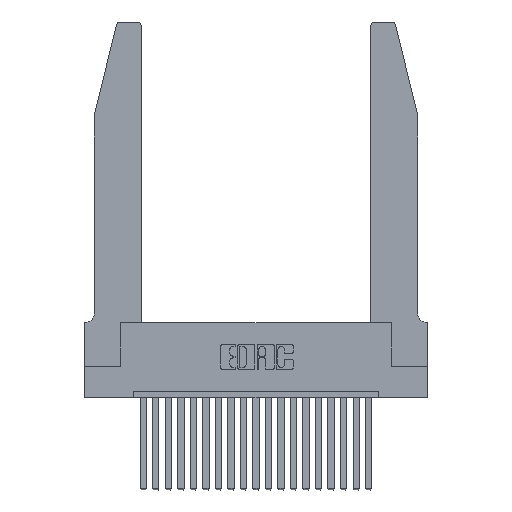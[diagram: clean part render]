
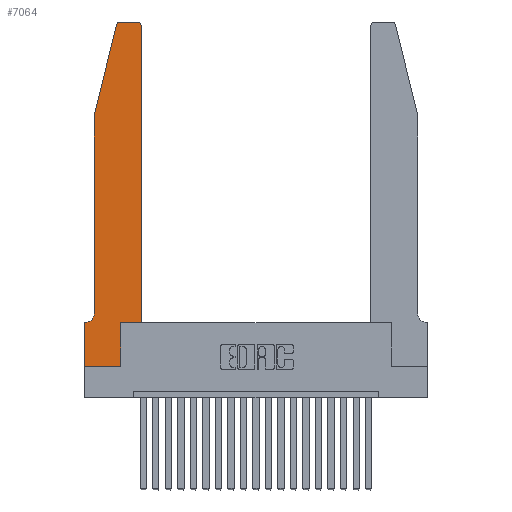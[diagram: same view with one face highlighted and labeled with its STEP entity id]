
A CAD part, top view. The second image highlights one B-rep face of the part: STEP entity #7064.
In plain terms, the highlighted planar face has unit normal (0, 0, 1).
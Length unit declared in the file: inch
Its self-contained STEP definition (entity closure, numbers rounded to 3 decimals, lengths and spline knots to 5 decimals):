
#116 = VERTEX_POINT ( 'NONE', #380 ) ;
#380 = CARTESIAN_POINT ( 'NONE',  ( 0.284, 2.75, 0.37 ) ) ;
#568 = EDGE_CURVE ( 'NONE', #19167, #8760, #1199, .T. ) ;
#771 = LINE ( 'NONE', #20286, #18200 ) ;
#917 = VERTEX_POINT ( 'NONE', #3309 ) ;
#977 = CARTESIAN_POINT ( 'NONE',  ( 0.4505, 2.72, 0.37 ) ) ;
#1003 = AXIS2_PLACEMENT_3D ( 'NONE', #13525, #13370, #13603 ) ;
#1199 = LINE ( 'NONE', #18614, #3063 ) ;
#1291 = ORIENTED_EDGE ( 'NONE', *, *, #12750, .T. ) ;
#1488 = ORIENTED_EDGE ( 'NONE', *, *, #19645, .T. ) ;
#1685 = VECTOR ( 'NONE', #5094, 39.37008 ) ;
#2038 = LINE ( 'NONE', #7804, #11873 ) ;
#2182 = VERTEX_POINT ( 'NONE', #977 ) ;
#2194 = CARTESIAN_POINT ( 'NONE',  ( 0.4505, 0.35, 0.37 ) ) ;
#2644 = ORIENTED_EDGE ( 'NONE', *, *, #3918, .T. ) ;
#3063 = VECTOR ( 'NONE', #6644, 39.37008 ) ;
#3309 = CARTESIAN_POINT ( 'NONE',  ( 0.0055, 0.35, 0.37 ) ) ;
#3918 = EDGE_CURVE ( 'NONE', #13469, #116, #771, .T. ) ;
#4793 = DIRECTION ( 'NONE',  ( -1., 0., 0. ) ) ;
#4869 = VECTOR ( 'NONE', #20848, 39.37008 ) ;
#5066 = CARTESIAN_POINT ( 'NONE',  ( 0.4205, 2.72, 0.37 ) ) ;
#5094 = DIRECTION ( 'NONE',  ( 0., -1., 0. ) ) ;
#5147 = LINE ( 'NONE', #13321, #19184 ) ;
#5229 = CARTESIAN_POINT ( 'NONE',  ( 0.0755, 2., 0.37 ) ) ;
#5911 = EDGE_CURVE ( 'NONE', #2182, #13469, #16785, .T. ) ;
#6006 = CARTESIAN_POINT ( 'NONE',  ( 0.4505, 0.35, 0.37 ) ) ;
#6182 = LINE ( 'NONE', #13363, #1685 ) ;
#6492 = CARTESIAN_POINT ( 'NONE',  ( 0., 0.35, 0.37 ) ) ;
#6524 = CARTESIAN_POINT ( 'NONE',  ( 0.0755, 0.42, 0.37 ) ) ;
#6586 = ORIENTED_EDGE ( 'NONE', *, *, #12191, .T. ) ;
#6644 = DIRECTION ( 'NONE',  ( 0., -1., 0. ) ) ;
#7002 = EDGE_CURVE ( 'NONE', #7659, #16548, #6182, .T. ) ;
#7064 = ADVANCED_FACE ( 'NONE', ( #11781 ), #17020, .T. ) ;
#7214 = VERTEX_POINT ( 'NONE', #18228 ) ;
#7288 = CARTESIAN_POINT ( 'NONE',  ( 0., 0., 0.37 ) ) ;
#7396 = EDGE_CURVE ( 'NONE', #11409, #12074, #17815, .T. ) ;
#7628 = CARTESIAN_POINT ( 'NONE',  ( 0.2865, 0.35, 0.37 ) ) ;
#7659 = VERTEX_POINT ( 'NONE', #6492 ) ;
#7804 = CARTESIAN_POINT ( 'NONE',  ( 0.0755, 0.35, 0.37 ) ) ;
#8474 = DIRECTION ( 'NONE',  ( 0., 0., 1. ) ) ;
#8760 = VERTEX_POINT ( 'NONE', #6524 ) ;
#8947 = DIRECTION ( 'NONE',  ( 1., 0., 0. ) ) ;
#10769 = VERTEX_POINT ( 'NONE', #11417 ) ;
#10857 = ORIENTED_EDGE ( 'NONE', *, *, #568, .T. ) ;
#11007 = ORIENTED_EDGE ( 'NONE', *, *, #13782, .T. ) ;
#11078 = LINE ( 'NONE', #7288, #18421 ) ;
#11106 = DIRECTION ( 'NONE',  ( 0., 1., 0. ) ) ;
#11172 = ORIENTED_EDGE ( 'NONE', *, *, #17324, .T. ) ;
#11347 = LINE ( 'NONE', #6006, #17697 ) ;
#11409 = VERTEX_POINT ( 'NONE', #12603 ) ;
#11417 = CARTESIAN_POINT ( 'NONE',  ( 0.25487, 2.72718, 0.37 ) ) ;
#11458 = CARTESIAN_POINT ( 'NONE',  ( 0.2865, 0.35, 0.37 ) ) ;
#11781 = FACE_OUTER_BOUND ( 'NONE', #16386, .T. ) ;
#11873 = VECTOR ( 'NONE', #12897, 39.37008 ) ;
#12074 = VERTEX_POINT ( 'NONE', #11458 ) ;
#12139 = DIRECTION ( 'NONE',  ( 0., 0., 1. ) ) ;
#12191 = EDGE_CURVE ( 'NONE', #16548, #11409, #11078, .T. ) ;
#12408 = AXIS2_PLACEMENT_3D ( 'NONE', #15116, #8474, #18414 ) ;
#12603 = CARTESIAN_POINT ( 'NONE',  ( 0.2865, 0., 0.37 ) ) ;
#12750 = EDGE_CURVE ( 'NONE', #917, #7659, #2038, .T. ) ;
#12897 = DIRECTION ( 'NONE',  ( -1., 0., 0. ) ) ;
#13321 = CARTESIAN_POINT ( 'NONE',  ( 0.0755, 2., 0.37 ) ) ;
#13363 = CARTESIAN_POINT ( 'NONE',  ( 0., 0., 0.37 ) ) ;
#13370 = DIRECTION ( 'NONE',  ( 0., 0., -1. ) ) ;
#13469 = VERTEX_POINT ( 'NONE', #15108 ) ;
#13525 = CARTESIAN_POINT ( 'NONE',  ( 0.0055, 0.42, 0.37 ) ) ;
#13603 = DIRECTION ( 'NONE',  ( -1., 0., 0. ) ) ;
#13746 = CARTESIAN_POINT ( 'NONE',  ( 0.284, 2.72, 0.37 ) ) ;
#13782 = EDGE_CURVE ( 'NONE', #12074, #7214, #15745, .T. ) ;
#14636 = VECTOR ( 'NONE', #11106, 39.37008 ) ;
#15108 = CARTESIAN_POINT ( 'NONE',  ( 0.4205, 2.75, 0.37 ) ) ;
#15116 = CARTESIAN_POINT ( 'NONE',  ( 0., 0.35, 0.37 ) ) ;
#15275 = DIRECTION ( 'NONE',  ( 1., 0., 0. ) ) ;
#15522 = ORIENTED_EDGE ( 'NONE', *, *, #5911, .T. ) ;
#15745 = LINE ( 'NONE', #2194, #4869 ) ;
#16114 = ORIENTED_EDGE ( 'NONE', *, *, #20350, .T. ) ;
#16386 = EDGE_LOOP ( 'NONE', ( #2644, #18048, #1488, #10857, #16114, #1291, #20972, #6586, #18106, #11007, #11172, #15522 ) ) ;
#16548 = VERTEX_POINT ( 'NONE', #18798 ) ;
#16768 = DIRECTION ( 'NONE',  ( -0.239, -0.971, 0. ) ) ;
#16785 = CIRCLE ( 'NONE', #17471, 0.03 ) ;
#17020 = PLANE ( 'NONE',  #12408 ) ;
#17166 = DIRECTION ( 'NONE',  ( 0., 0., 1. ) ) ;
#17181 = DIRECTION ( 'NONE',  ( 1., 0., 0. ) ) ;
#17324 = EDGE_CURVE ( 'NONE', #7214, #2182, #11347, .T. ) ;
#17471 = AXIS2_PLACEMENT_3D ( 'NONE', #5066, #17166, #15275 ) ;
#17621 = EDGE_CURVE ( 'NONE', #116, #10769, #21645, .T. ) ;
#17697 = VECTOR ( 'NONE', #17816, 39.37008 ) ;
#17815 = LINE ( 'NONE', #7628, #14636 ) ;
#17816 = DIRECTION ( 'NONE',  ( 0., 1., 0. ) ) ;
#17974 = AXIS2_PLACEMENT_3D ( 'NONE', #13746, #12139, #17181 ) ;
#18048 = ORIENTED_EDGE ( 'NONE', *, *, #17621, .T. ) ;
#18106 = ORIENTED_EDGE ( 'NONE', *, *, #7396, .T. ) ;
#18200 = VECTOR ( 'NONE', #4793, 39.37008 ) ;
#18228 = CARTESIAN_POINT ( 'NONE',  ( 0.4505, 0.35, 0.37 ) ) ;
#18414 = DIRECTION ( 'NONE',  ( 1., 0., 0. ) ) ;
#18421 = VECTOR ( 'NONE', #8947, 39.37008 ) ;
#18614 = CARTESIAN_POINT ( 'NONE',  ( 0.0755, 2., 0.37 ) ) ;
#18798 = CARTESIAN_POINT ( 'NONE',  ( 0., 0., 0.37 ) ) ;
#19167 = VERTEX_POINT ( 'NONE', #5229 ) ;
#19184 = VECTOR ( 'NONE', #16768, 39.37008 ) ;
#19645 = EDGE_CURVE ( 'NONE', #10769, #19167, #5147, .T. ) ;
#19673 = CIRCLE ( 'NONE', #1003, 0.07 ) ;
#20286 = CARTESIAN_POINT ( 'NONE',  ( 0.2605, 2.75, 0.37 ) ) ;
#20350 = EDGE_CURVE ( 'NONE', #8760, #917, #19673, .T. ) ;
#20848 = DIRECTION ( 'NONE',  ( 1., 0., 0. ) ) ;
#20972 = ORIENTED_EDGE ( 'NONE', *, *, #7002, .T. ) ;
#21645 = CIRCLE ( 'NONE', #17974, 0.03 ) ;
